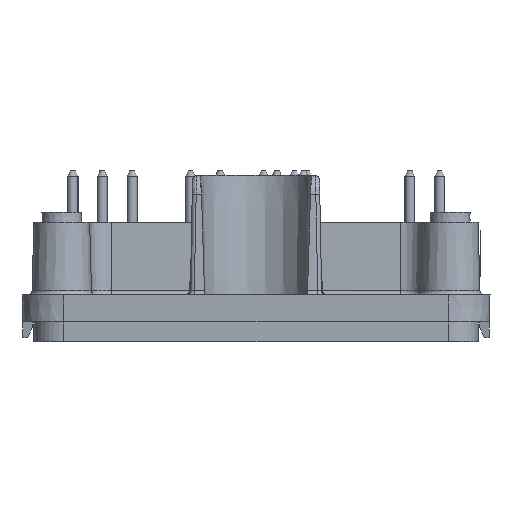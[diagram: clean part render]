
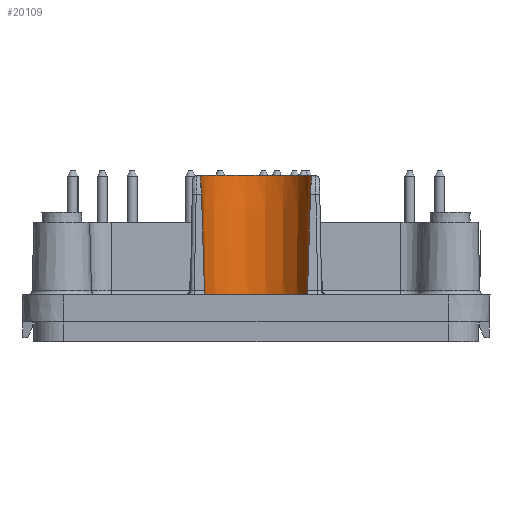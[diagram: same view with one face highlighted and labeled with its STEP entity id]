
A CAD part, left-side view. The second image highlights one B-rep face of the part: STEP entity #20109.
In plain terms, the highlighted conical face has half-angle 1 degrees and reference radius 5.538 mm.
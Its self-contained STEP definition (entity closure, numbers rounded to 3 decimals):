
#238=CONICAL_SURFACE('',#30246,5.538,0.017);
#592=CIRCLE('',#30247,5.346);
#593=CIRCLE('',#30249,5.375);
#594=CIRCLE('',#30251,5.585);
#1288=ELLIPSE('',#30248,126.261,6.231);
#1289=ELLIPSE('',#30250,126.261,6.231);
#1473=B_SPLINE_CURVE_WITH_KNOTS('',3,(#40119,#40120,#40121,#40122),
 .UNSPECIFIED.,.F.,.F.,(4,4),(0.,0.001),
 .UNSPECIFIED.);
#1474=B_SPLINE_CURVE_WITH_KNOTS('',3,(#40126,#40127,#40128,#40129),
 .UNSPECIFIED.,.F.,.F.,(4,4),(0.,0.001),.UNSPECIFIED.);
#1475=B_SPLINE_CURVE_WITH_KNOTS('',3,(#40133,#40134,#40135,#40136,#40137),
 .UNSPECIFIED.,.F.,.F.,(4,1,4),(0.,0.002,
0.003),.UNSPECIFIED.);
#1476=B_SPLINE_CURVE_WITH_KNOTS('',3,(#40141,#40142,#40143,#40144,#40145),
 .UNSPECIFIED.,.F.,.F.,(4,1,4),(0.,0.002,0.003),
 .UNSPECIFIED.);
#3845=ORIENTED_EDGE('',*,*,#9230,.F.);
#3846=ORIENTED_EDGE('',*,*,#9231,.T.);
#3847=ORIENTED_EDGE('',*,*,#9232,.T.);
#3848=ORIENTED_EDGE('',*,*,#9233,.T.);
#3849=ORIENTED_EDGE('',*,*,#9234,.T.);
#3850=ORIENTED_EDGE('',*,*,#9235,.T.);
#3851=ORIENTED_EDGE('',*,*,#9236,.T.);
#3852=ORIENTED_EDGE('',*,*,#9237,.T.);
#3853=ORIENTED_EDGE('',*,*,#9238,.T.);
#9230=EDGE_CURVE('',#11983,#11983,#592,.T.);
#9231=EDGE_CURVE('',#11984,#11985,#1288,.F.);
#9232=EDGE_CURVE('',#11985,#11986,#1473,.T.);
#9233=EDGE_CURVE('',#11986,#11987,#593,.T.);
#9234=EDGE_CURVE('',#11987,#11988,#1474,.T.);
#9235=EDGE_CURVE('',#11988,#11989,#1289,.F.);
#9236=EDGE_CURVE('',#11989,#11990,#1475,.T.);
#9237=EDGE_CURVE('',#11990,#11991,#594,.F.);
#9238=EDGE_CURVE('',#11991,#11984,#1476,.T.);
#11983=VERTEX_POINT('',#40115);
#11984=VERTEX_POINT('',#40117);
#11985=VERTEX_POINT('',#40118);
#11986=VERTEX_POINT('',#40123);
#11987=VERTEX_POINT('',#40125);
#11988=VERTEX_POINT('',#40130);
#11989=VERTEX_POINT('',#40132);
#11990=VERTEX_POINT('',#40138);
#11991=VERTEX_POINT('',#40140);
#15889=EDGE_LOOP('',(#3845));
#15890=EDGE_LOOP('',(#3846,#3847,#3848,#3849,#3850,#3851,#3852,#3853));
#17717=FACE_BOUND('',#15889,.T.);
#17718=FACE_BOUND('',#15890,.T.);
#20109=ADVANCED_FACE('',(#17717,#17718),#238,.F.);
#30246=AXIS2_PLACEMENT_3D('',#40113,#32774,#32775);
#30247=AXIS2_PLACEMENT_3D('',#40114,#32776,#32777);
#30248=AXIS2_PLACEMENT_3D('',#40116,#32778,#32779);
#30249=AXIS2_PLACEMENT_3D('',#40124,#32780,#32781);
#30250=AXIS2_PLACEMENT_3D('',#40131,#32782,#32783);
#30251=AXIS2_PLACEMENT_3D('',#40139,#32784,#32785);
#32774=DIRECTION('',(0.,0.,1.));
#32775=DIRECTION('',(-1.,0.,0.));
#32776=DIRECTION('',(0.,0.,1.));
#32777=DIRECTION('',(1.,0.,0.));
#32778=DIRECTION('',(0.999,0.,-0.052));
#32779=DIRECTION('',(0.052,0.,0.999));
#32780=DIRECTION('',(0.,0.,1.));
#32781=DIRECTION('',(-1.,0.,0.));
#32782=DIRECTION('',(0.999,0.,-0.052));
#32783=DIRECTION('',(0.052,0.,0.999));
#32784=DIRECTION('',(0.,0.,-1.));
#32785=DIRECTION('',(1.,0.,0.));
#40113=CARTESIAN_POINT('',(-46.5,0.,10.697));
#40114=CARTESIAN_POINT('',(-46.5,0.,-0.3));
#40115=CARTESIAN_POINT('',(-41.154,0.,-0.3));
#40116=CARTESIAN_POINT('',(-44.299,0.,72.017));
#40117=CARTESIAN_POINT('',(-47.47,5.466,11.505));
#40118=CARTESIAN_POINT('',(-47.98,5.174,1.779));
#40119=CARTESIAN_POINT('',(-47.98,5.174,1.779));
#40120=CARTESIAN_POINT('',(-47.991,5.167,1.569));
#40121=CARTESIAN_POINT('',(-48.183,5.11,1.4));
#40122=CARTESIAN_POINT('',(-48.38,5.036,1.4));
#40123=CARTESIAN_POINT('',(-48.38,5.036,1.4));
#40124=CARTESIAN_POINT('',(-46.5,0.,1.4));
#40125=CARTESIAN_POINT('',(-48.38,-5.036,1.4));
#40126=CARTESIAN_POINT('',(-48.38,-5.036,1.4));
#40127=CARTESIAN_POINT('',(-48.182,-5.11,1.4));
#40128=CARTESIAN_POINT('',(-47.991,-5.167,1.569));
#40129=CARTESIAN_POINT('',(-47.98,-5.174,1.779));
#40130=CARTESIAN_POINT('',(-47.98,-5.174,1.779));
#40131=CARTESIAN_POINT('',(-44.299,0.,72.017));
#40132=CARTESIAN_POINT('',(-47.47,-5.466,11.505));
#40133=CARTESIAN_POINT('',(-47.47,-5.466,11.505));
#40134=CARTESIAN_POINT('',(-47.444,-5.48,12.016));
#40135=CARTESIAN_POINT('',(-46.988,-5.597,12.995));
#40136=CARTESIAN_POINT('',(-45.977,-5.584,13.4));
#40137=CARTESIAN_POINT('',(-45.473,-5.49,13.4));
#40138=CARTESIAN_POINT('',(-45.473,-5.49,13.4));
#40139=CARTESIAN_POINT('',(-46.5,0.,13.4));
#40140=CARTESIAN_POINT('',(-45.473,5.49,13.4));
#40141=CARTESIAN_POINT('',(-45.473,5.49,13.4));
#40142=CARTESIAN_POINT('',(-45.977,5.584,13.4));
#40143=CARTESIAN_POINT('',(-46.987,5.597,12.996));
#40144=CARTESIAN_POINT('',(-47.444,5.48,12.016));
#40145=CARTESIAN_POINT('',(-47.47,5.466,11.505));
